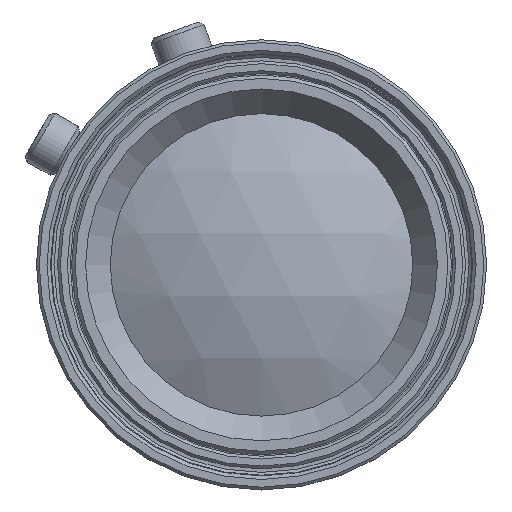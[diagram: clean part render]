
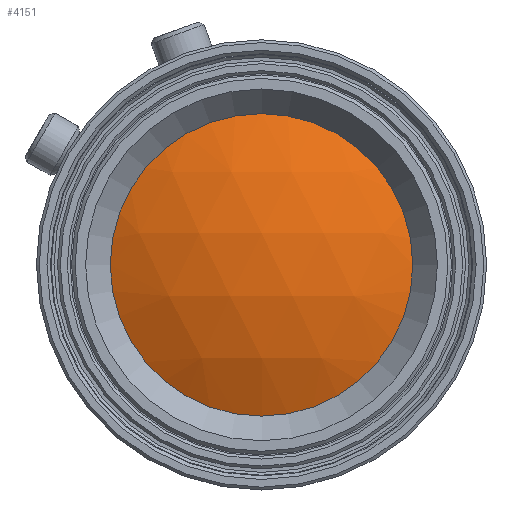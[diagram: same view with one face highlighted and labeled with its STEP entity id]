
A CAD part, left-side view. The second image highlights one B-rep face of the part: STEP entity #4151.
In plain terms, the highlighted spherical face has radius 23.386 mm.
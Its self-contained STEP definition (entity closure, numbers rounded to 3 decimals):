
#43=SPHERICAL_SURFACE('',#4632,23.386);
#314=FACE_OUTER_BOUND('',#581,.T.);
#581=EDGE_LOOP('',(#3248,#3249));
#1363=CIRCLE('',#4633,10.75);
#1364=CIRCLE('',#4634,10.75);
#1799=VERTEX_POINT('',#7464);
#1800=VERTEX_POINT('',#7465);
#2331=EDGE_CURVE('',#1799,#1800,#1363,.T.);
#2332=EDGE_CURVE('',#1800,#1799,#1364,.T.);
#3248=ORIENTED_EDGE('',*,*,#2331,.F.);
#3249=ORIENTED_EDGE('',*,*,#2332,.F.);
#4151=ADVANCED_FACE('',(#314),#43,.T.);
#4632=AXIS2_PLACEMENT_3D('',#7463,#5705,#5706);
#4633=AXIS2_PLACEMENT_3D('',#7466,#5707,#5708);
#4634=AXIS2_PLACEMENT_3D('',#7467,#5709,#5710);
#5705=DIRECTION('center_axis',(0.,0.,1.));
#5706=DIRECTION('ref_axis',(-1.,0.001,0.));
#5707=DIRECTION('center_axis',(1.,0.,0.));
#5708=DIRECTION('ref_axis',(0.,1.,0.));
#5709=DIRECTION('center_axis',(1.,0.,0.));
#5710=DIRECTION('ref_axis',(0.,1.,0.));
#7463=CARTESIAN_POINT('Origin',(26.505,0.,0.));
#7464=CARTESIAN_POINT('',(5.736,9.31,5.375));
#7465=CARTESIAN_POINT('',(5.736,-10.75,0.));
#7466=CARTESIAN_POINT('Origin',(5.736,0.,0.));
#7467=CARTESIAN_POINT('Origin',(5.736,0.,0.));
